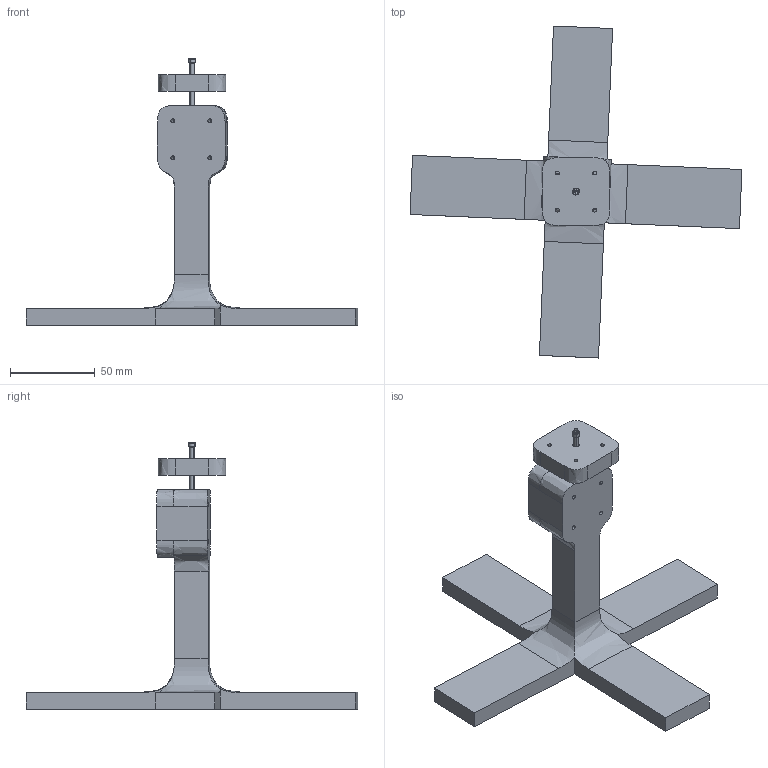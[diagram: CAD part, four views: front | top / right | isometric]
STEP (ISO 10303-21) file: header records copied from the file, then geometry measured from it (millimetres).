
FILE_DESCRIPTION (( 'STEP AP203' ), '1' );
FILE_NAME ('Assemblage2.STEP', '2024-02-09T08:44:45', ( '' ), ( '' ), 'SwSTEP 2.0', 'SolidWorks 2023', '' );
FILE_SCHEMA (( 'CONFIG_CONTROL_DESIGN' ));
Length unit declared in the file: millimetre
Products named in the file (4): Pièce1; support_90; Assemblage2; socket head cap screw_ai_HX-SHCS 0.099-56x1x0.75-N
Assembly tree (3 placements, depth 2):
  Assemblage2
    Pièce1
    support_90
    socket head cap screw_ai_HX-SHCS 0.099-56x1x0.75-N
Bounding box: 196.32 x 196.32 x 157.72 mm (x, y, z)
Volume: 222960.6 mm3; surface area: 51699.6 mm2
Topology: 3 solids, 3 shells, 113 faces, 280 edges, 179 vertices
Faces by surface type: plane 53, cylinder 34, bspline 18, cone 6, torus 2
Entity records: 5718 total; most frequent: CARTESIAN_POINT 2728, ORIENTED_EDGE 556, DIRECTION 486, EDGE_CURVE 278, AXIS2_PLACEMENT_3D 183, VERTEX_POINT 179, EDGE_LOOP 139, VECTOR 120
